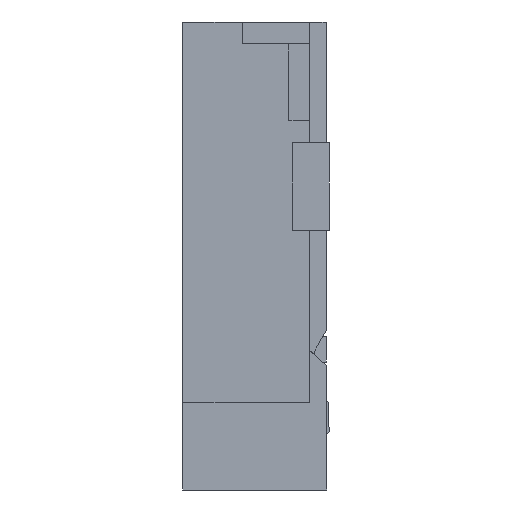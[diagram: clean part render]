
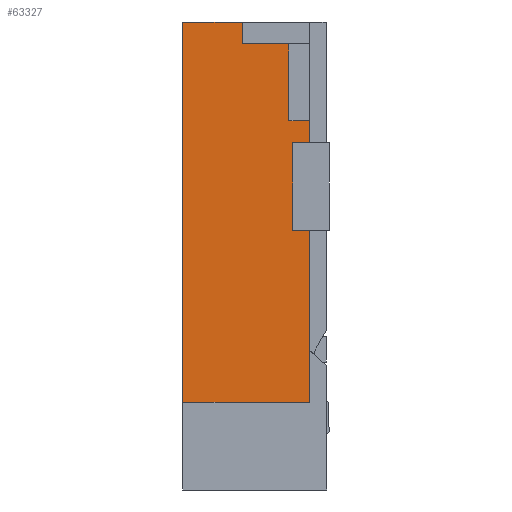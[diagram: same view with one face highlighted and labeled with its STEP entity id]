
A CAD part, left-side view. The second image highlights one B-rep face of the part: STEP entity #63327.
In plain terms, the highlighted planar face has unit normal (-1, 0, 0).
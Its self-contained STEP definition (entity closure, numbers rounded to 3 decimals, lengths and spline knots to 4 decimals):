
#5570=VERTEX_POINT('NONE',#82283);
#5571=VERTEX_POINT('NONE',#82284);
#5600=VERTEX_POINT('NONE',#82313);
#5601=VERTEX_POINT('NONE',#82314);
#5602=VERTEX_POINT('NONE',#82315);
#5603=VERTEX_POINT('NONE',#82316);
#5604=VERTEX_POINT('NONE',#82317);
#5605=VERTEX_POINT('NONE',#82318);
#11855=EDGE_LOOP('NONE',(#43341,#43343,#43342,#43344,#43345,#43346,#43347,#43348));
#42245=VECTOR('NONE',#50533,1000.0);
#42278=VECTOR('NONE',#50629,1000.0);
#42279=VECTOR('NONE',#50632,1000.0);
#42280=VECTOR('NONE',#50635,1000.0);
#42281=VECTOR('NONE',#50638,1000.0);
#42282=VECTOR('NONE',#50641,1000.0);
#42283=VECTOR('NONE',#50644,1000.0);
#42284=VECTOR('NONE',#50647,1000.0);
#43341=ORIENTED_EDGE('NONE',*,*,#45010,.T.);
#43342=ORIENTED_EDGE('NONE',*,*,#45085,.T.);
#43343=ORIENTED_EDGE('NONE',*,*,#45083,.T.);
#43344=ORIENTED_EDGE('NONE',*,*,#45088,.T.);
#43345=ORIENTED_EDGE('NONE',*,*,#45090,.T.);
#43346=ORIENTED_EDGE('NONE',*,*,#45092,.F.);
#43347=ORIENTED_EDGE('NONE',*,*,#45095,.F.);
#43348=ORIENTED_EDGE('NONE',*,*,#45097,.T.);
#45010=EDGE_CURVE('NONE',#5571,#5570,#50531,.T.);
#45083=EDGE_CURVE('NONE',#5570,#5600,#50627,.T.);
#45085=EDGE_CURVE('NONE',#5600,#5601,#50630,.T.);
#45088=EDGE_CURVE('NONE',#5601,#5602,#50633,.T.);
#45090=EDGE_CURVE('NONE',#5602,#5603,#50636,.T.);
#45092=EDGE_CURVE('NONE',#5604,#5603,#50639,.T.);
#45095=EDGE_CURVE('NONE',#5605,#5604,#50642,.T.);
#45097=EDGE_CURVE('NONE',#5605,#5571,#50645,.T.);
#50531=LINE('NONE',#50532,#42245);
#50532=CARTESIAN_POINT('NONE',(-11.55,0.27,-5.2));
#50533=DIRECTION('NONE',(0.0,0.0,1.0));
#50627=LINE('NONE',#50628,#42278);
#50628=CARTESIAN_POINT('NONE',(-11.55,0.27,-1.35));
#50629=DIRECTION('NONE',(0.0,1.0,0.0));
#50630=LINE('NONE',#50631,#42279);
#50631=CARTESIAN_POINT('NONE',(-11.55,0.55,-0.3));
#50632=DIRECTION('NONE',(0.0,0.0,1.0));
#50633=LINE('NONE',#50634,#42280);
#50634=CARTESIAN_POINT('NONE',(-11.55,0.27,-0.3));
#50635=DIRECTION('NONE',(0.0,1.0,0.0));
#50636=LINE('NONE',#50637,#42281);
#50637=CARTESIAN_POINT('NONE',(-11.55,1.19,-0.3));
#50638=DIRECTION('NONE',(0.0,0.0,1.0));
#50639=LINE('NONE',#50640,#42282);
#50640=CARTESIAN_POINT('NONE',(-11.55,0.27,0.0));
#50641=DIRECTION('NONE',(0.0,-1.0,0.0));
#50642=LINE('NONE',#50643,#42283);
#50643=CARTESIAN_POINT('NONE',(-11.55,2.0,-5.2));
#50644=DIRECTION('NONE',(0.0,0.0,1.0));
#50645=LINE('NONE',#50646,#42284);
#50646=CARTESIAN_POINT('NONE',(-11.55,0.27,-5.2));
#50647=DIRECTION('NONE',(0.0,-1.0,0.0));
#63327=ADVANCED_FACE('NONE',(#68042),#70012,.T.);
#68040=AXIS2_PLACEMENT_3D('NONE',#70013,#70014,#70015);
#68042=FACE_OUTER_BOUND('NONE',#11855,.T.);
#70012=PLANE('NONE',#68040);
#70013=CARTESIAN_POINT('NONE',(-11.55,0.27,-5.2));
#70014=DIRECTION('NONE',(-1.0,0.0,0.0));
#70015=DIRECTION('NONE',(0.0,0.0,1.0));
#82283=CARTESIAN_POINT('NONE',(-11.55,0.27,-1.35));
#82284=CARTESIAN_POINT('NONE',(-11.55,0.27,-5.2));
#82313=CARTESIAN_POINT('NONE',(-11.55,0.55,-1.35));
#82314=CARTESIAN_POINT('NONE',(-11.55,0.55,-0.3));
#82315=CARTESIAN_POINT('NONE',(-11.55,1.19,-0.3));
#82316=CARTESIAN_POINT('NONE',(-11.55,1.19,0.0));
#82317=CARTESIAN_POINT('NONE',(-11.55,2.0,0.0));
#82318=CARTESIAN_POINT('NONE',(-11.55,2.0,-5.2));
